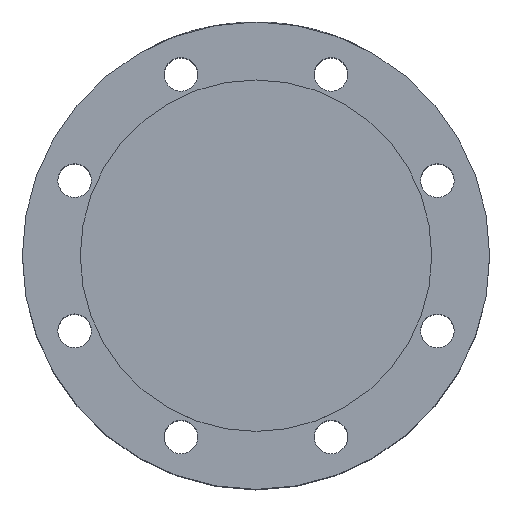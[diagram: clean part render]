
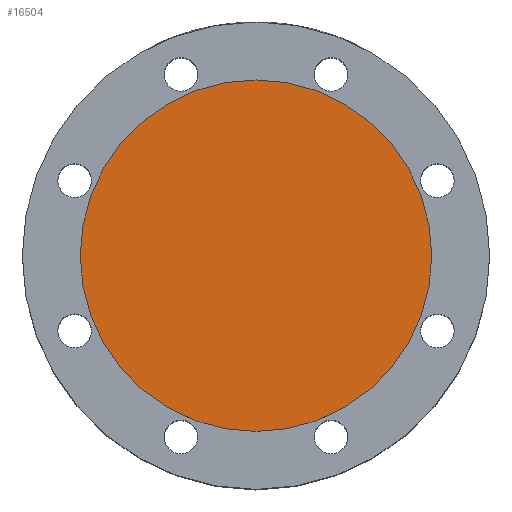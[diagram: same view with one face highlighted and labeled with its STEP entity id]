
A CAD part, top view. The second image highlights one B-rep face of the part: STEP entity #16504.
In plain terms, the highlighted planar face has unit normal (0, 0, 1).
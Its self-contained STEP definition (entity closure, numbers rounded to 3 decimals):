
#399=PLANE('',#17416);
#917=CIRCLE('',#17412,94.);
#1901=FACE_OUTER_BOUND('',#2891,.T.);
#2891=EDGE_LOOP('',(#15180));
#7800=VERTEX_POINT('',#39167);
#10262=EDGE_CURVE('',#7800,#7800,#917,.T.);
#15180=ORIENTED_EDGE('',*,*,#10262,.T.);
#16504=ADVANCED_FACE('',(#1901),#399,.T.);
#17412=AXIS2_PLACEMENT_3D('',#39168,#20394,#20395);
#17416=AXIS2_PLACEMENT_3D('',#39174,#20403,#20404);
#20394=DIRECTION('center_axis',(0.,0.,1.));
#20395=DIRECTION('ref_axis',(-1.,0.,0.));
#20403=DIRECTION('center_axis',(0.,0.,1.));
#20404=DIRECTION('ref_axis',(1.,0.,0.));
#39167=CARTESIAN_POINT('',(94.,0.,22.));
#39168=CARTESIAN_POINT('Origin',(0.,0.,22.));
#39174=CARTESIAN_POINT('Origin',(0.,0.,22.));
